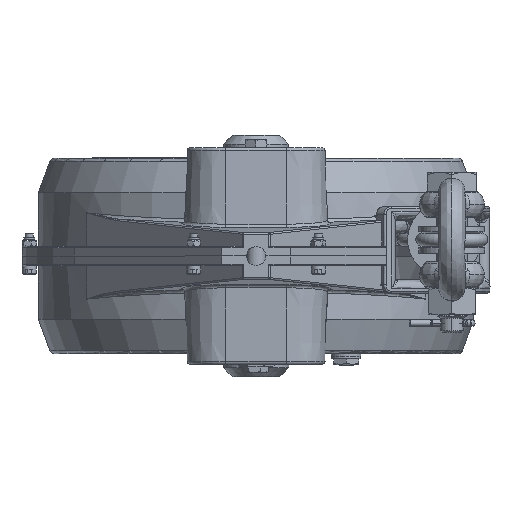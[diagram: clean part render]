
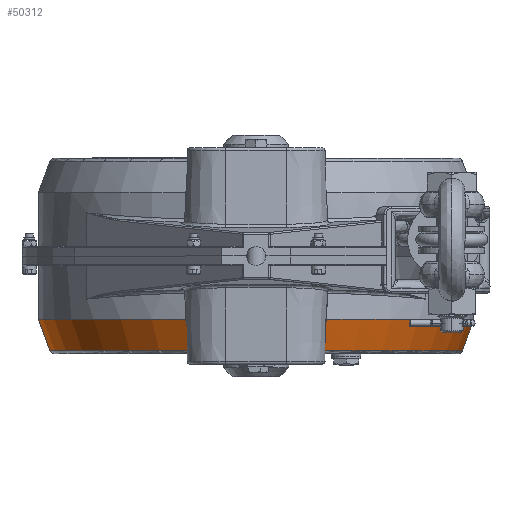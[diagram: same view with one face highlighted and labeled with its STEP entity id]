
A CAD part, front view. The second image highlights one B-rep face of the part: STEP entity #50312.
In plain terms, the highlighted conical face has half-angle 20 degrees and reference radius 129.582 mm.
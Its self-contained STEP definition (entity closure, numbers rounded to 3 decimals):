
#276=CONICAL_SURFACE('',#53663,129.582,0.349);
#2111=B_SPLINE_CURVE_WITH_KNOTS('',3,(#94079,#94080,#94081,#94082),
 .UNSPECIFIED.,.F.,.F.,(4,4),(-2.032,0.),.UNSPECIFIED.);
#2112=B_SPLINE_CURVE_WITH_KNOTS('',3,(#94084,#94085,#94086,#94087),
 .UNSPECIFIED.,.F.,.F.,(4,4),(-2.032,-2.032),
 .UNSPECIFIED.);
#2113=B_SPLINE_CURVE_WITH_KNOTS('',3,(#94089,#94090,#94091,#94092),
 .UNSPECIFIED.,.F.,.F.,(4,4),(0.,0.002),.UNSPECIFIED.);
#2114=B_SPLINE_CURVE_WITH_KNOTS('',3,(#94096,#94097,#94098,#94099),
 .UNSPECIFIED.,.F.,.F.,(4,4),(0.868,0.873),
 .UNSPECIFIED.);
#2115=B_SPLINE_CURVE_WITH_KNOTS('',3,(#94101,#94102,#94103,#94104),
 .UNSPECIFIED.,.F.,.F.,(4,4),(2.45,2.45),
 .UNSPECIFIED.);
#2116=B_SPLINE_CURVE_WITH_KNOTS('',3,(#94106,#94107,#94108,#94109),
 .UNSPECIFIED.,.F.,.F.,(4,4),(-4.482,-2.45),
 .UNSPECIFIED.);
#6218=FACE_OUTER_BOUND('',#9198,.T.);
#9198=EDGE_LOOP('',(#34981,#34982,#34983,#34984,#34985,#34986,#34987,#34988));
#17803=CIRCLE('',#53664,133.044);
#17804=CIRCLE('',#53665,126.119);
#20112=VERTEX_POINT('',#94077);
#20113=VERTEX_POINT('',#94078);
#20114=VERTEX_POINT('',#94083);
#20115=VERTEX_POINT('',#94088);
#20116=VERTEX_POINT('',#94093);
#20117=VERTEX_POINT('',#94095);
#20118=VERTEX_POINT('',#94100);
#20119=VERTEX_POINT('',#94105);
#25578=EDGE_CURVE('',#20112,#20113,#2111,.T.);
#25579=EDGE_CURVE('',#20114,#20112,#2112,.T.);
#25580=EDGE_CURVE('',#20115,#20114,#2113,.T.);
#25581=EDGE_CURVE('',#20116,#20115,#17803,.T.);
#25582=EDGE_CURVE('',#20117,#20116,#2114,.T.);
#25583=EDGE_CURVE('',#20117,#20118,#2115,.T.);
#25584=EDGE_CURVE('',#20119,#20118,#2116,.T.);
#25585=EDGE_CURVE('',#20119,#20113,#17804,.T.);
#34981=ORIENTED_EDGE('',*,*,#25578,.F.);
#34982=ORIENTED_EDGE('',*,*,#25579,.F.);
#34983=ORIENTED_EDGE('',*,*,#25580,.F.);
#34984=ORIENTED_EDGE('',*,*,#25581,.F.);
#34985=ORIENTED_EDGE('',*,*,#25582,.F.);
#34986=ORIENTED_EDGE('',*,*,#25583,.T.);
#34987=ORIENTED_EDGE('',*,*,#25584,.F.);
#34988=ORIENTED_EDGE('',*,*,#25585,.T.);
#50312=ADVANCED_FACE('',(#6218),#276,.T.);
#53663=AXIS2_PLACEMENT_3D('',#94076,#59494,#59495);
#53664=AXIS2_PLACEMENT_3D('',#94094,#59496,#59497);
#53665=AXIS2_PLACEMENT_3D('',#94110,#59498,#59499);
#59494=DIRECTION('center_axis',(0.,0.,
1.));
#59495=DIRECTION('ref_axis',(0.,1.,0.));
#59496=DIRECTION('center_axis',(0.,0.,
1.));
#59497=DIRECTION('ref_axis',(-1.,0.,0.));
#59498=DIRECTION('center_axis',(0.,0.,
1.));
#59499=DIRECTION('ref_axis',(-1.,0.,0.));
#94076=CARTESIAN_POINT('Origin',(0.,-7.141,
-69.047));
#94077=CARTESIAN_POINT('',(-42.984,-133.05,-59.534));
#94078=CARTESIAN_POINT('',(-39.289,-126.984,-78.56));
#94079=CARTESIAN_POINT('Ctrl Pts',(-42.984,-133.05,
-59.534));
#94080=CARTESIAN_POINT('Ctrl Pts',(-42.046,-130.924,-65.896));
#94081=CARTESIAN_POINT('Ctrl Pts',(-40.831,-128.896,
-72.25));
#94082=CARTESIAN_POINT('Ctrl Pts',(-39.289,-126.984,-78.56));
#94083=CARTESIAN_POINT('',(-42.984,-133.05,-59.534));
#94084=CARTESIAN_POINT('Ctrl Pts',(-42.984,-133.05,
-59.534));
#94085=CARTESIAN_POINT('Ctrl Pts',(-42.984,-133.05,
-59.534));
#94086=CARTESIAN_POINT('Ctrl Pts',(-42.984,-133.05,-59.534));
#94087=CARTESIAN_POINT('Ctrl Pts',(-42.984,-133.05,
-59.534));
#94088=CARTESIAN_POINT('',(-43.005,-133.043,-59.534));
#94089=CARTESIAN_POINT('Ctrl Pts',(-43.005,-133.043,
-59.534));
#94090=CARTESIAN_POINT('Ctrl Pts',(-42.998,-133.045,
-59.534));
#94091=CARTESIAN_POINT('Ctrl Pts',(-42.991,-133.048,
-59.534));
#94092=CARTESIAN_POINT('Ctrl Pts',(-42.984,-133.05,
-59.534));
#94093=CARTESIAN_POINT('',(43.005,-133.043,-59.534));
#94094=CARTESIAN_POINT('Origin',(0.,-7.141,
-59.534));
#94095=CARTESIAN_POINT('',(42.984,-133.05,-59.534));
#94096=CARTESIAN_POINT('Ctrl Pts',(42.984,-133.05,-59.534));
#94097=CARTESIAN_POINT('Ctrl Pts',(42.991,-133.048,-59.534));
#94098=CARTESIAN_POINT('Ctrl Pts',(42.998,-133.045,-59.534));
#94099=CARTESIAN_POINT('Ctrl Pts',(43.005,-133.043,-59.534));
#94100=CARTESIAN_POINT('',(42.984,-133.05,-59.534));
#94101=CARTESIAN_POINT('Ctrl Pts',(42.984,-133.05,-59.534));
#94102=CARTESIAN_POINT('Ctrl Pts',(42.984,-133.05,-59.534));
#94103=CARTESIAN_POINT('Ctrl Pts',(42.984,-133.05,-59.534));
#94104=CARTESIAN_POINT('Ctrl Pts',(42.984,-133.05,-59.534));
#94105=CARTESIAN_POINT('',(39.289,-126.984,-78.56));
#94106=CARTESIAN_POINT('Ctrl Pts',(39.289,-126.984,-78.56));
#94107=CARTESIAN_POINT('Ctrl Pts',(40.831,-128.896,-72.25));
#94108=CARTESIAN_POINT('Ctrl Pts',(42.046,-130.924,-65.896));
#94109=CARTESIAN_POINT('Ctrl Pts',(42.984,-133.05,-59.534));
#94110=CARTESIAN_POINT('Origin',(0.,-7.141,
-78.56));
